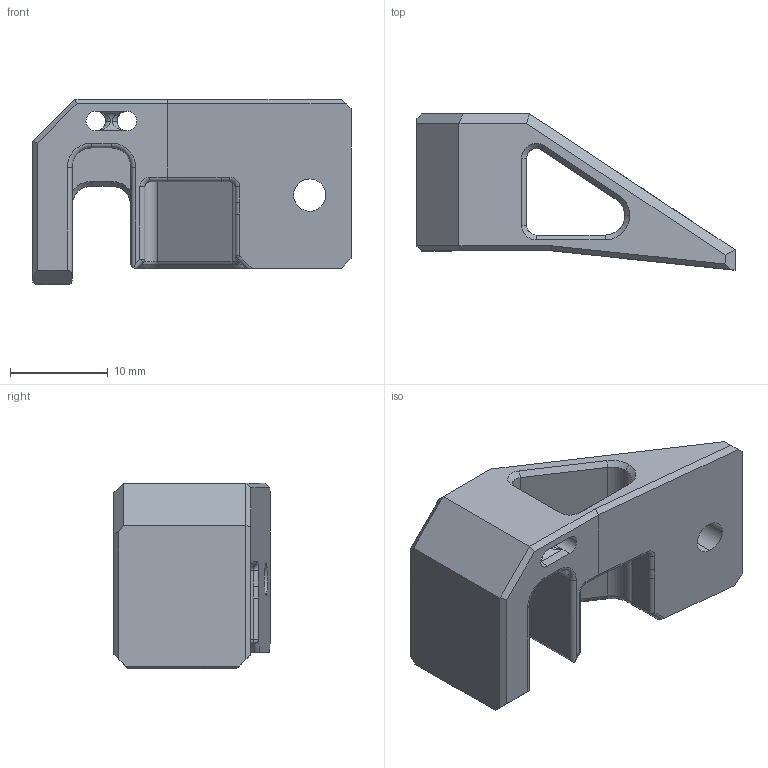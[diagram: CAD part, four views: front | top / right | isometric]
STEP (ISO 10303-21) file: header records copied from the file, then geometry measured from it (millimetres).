
FILE_DESCRIPTION (( 'STEP AP214' ), '1' );
FILE_NAME ('FOR CAN CABLE.STEP', '2023-01-10T08:25:43', ( 'Windows User' ), ( 'P R C' ), 'SwSTEP 2.0', 'SolidWorks 2022', '' );
FILE_SCHEMA (( 'AUTOMOTIVE_DESIGN' ));
Length unit declared in the file: millimetre
Products named in the file (1): FOR CAN CABLE
Bounding box: 32.5 x 15.97 x 19 mm (x, y, z)
Volume: 2977.7 mm3; surface area: 2726.9 mm2
Topology: 1 solids, 1 shells, 128 faces, 326 edges, 193 vertices
Faces by surface type: plane 49, cylinder 37, bspline 17, cone 13, torus 8, sphere 4
Entity records: 4349 total; most frequent: CARTESIAN_POINT 1409, ORIENTED_EDGE 642, DIRECTION 573, EDGE_CURVE 321, AXIS2_PLACEMENT_3D 200, VERTEX_POINT 193, VECTOR 173, LINE 173
